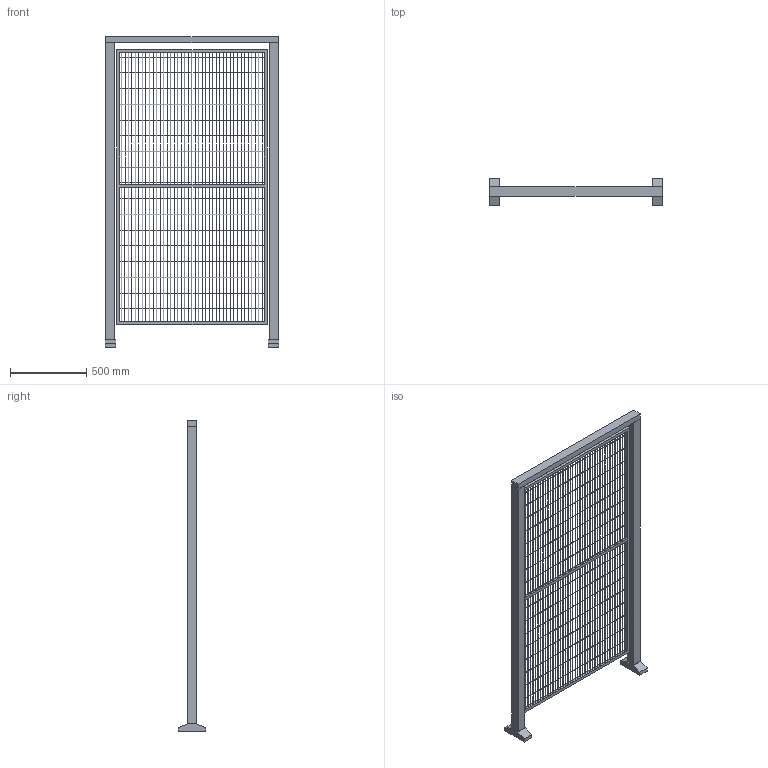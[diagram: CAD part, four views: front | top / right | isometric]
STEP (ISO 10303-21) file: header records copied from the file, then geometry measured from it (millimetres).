
FILE_DESCRIPTION(/* description */ (''),/* implementation_level */ '2;1');
FILE_NAME(/* name */ 'GSDS1000_202107.stp',/* time_stamp */ '2021-07-16T11:24:16+09:00',/* author */ (''),/* organization */ (''),/* preprocessor_version */ 'ST-DEVELOPER v16.7',/* originating_system */ 'SIEMENS PLM Software NX 12.0',/* authorisation */ '');
FILE_SCHEMA (('AUTOMOTIVE_DESIGN { 1 0 10303 214 3 1 1 1 }'));
Length unit declared in the file: millimetre
Products named in the file (4): top1; GSDS1000_post; GSDS1000_1; GSDS1000_202105
Assembly tree (4 placements, depth 2):
  GSDS1000_202105
    GSDS1000_1
    GSDS1000_post  x2
    top1
Bounding box: 1138 x 180 x 2036 mm (x, y, z)
Volume: 20938784.4 mm3; surface area: 2612665.4 mm2
Topology: 62 solids, 62 shells, 240 faces, 338 edges, 226 vertices
Faces by surface type: plane 172, cylinder 68
Full cylindrical faces by diameter (mm): 3 x60
Entity records: 4567 total; most frequent: DIRECTION 792, CARTESIAN_POINT 631, ORIENTED_EDGE 444, AXIS2_PLACEMENT_3D 349, EDGE_LOOP 290, EDGE_CURVE 222, ADVANCED_FACE 216, VERTEX_POINT 188
